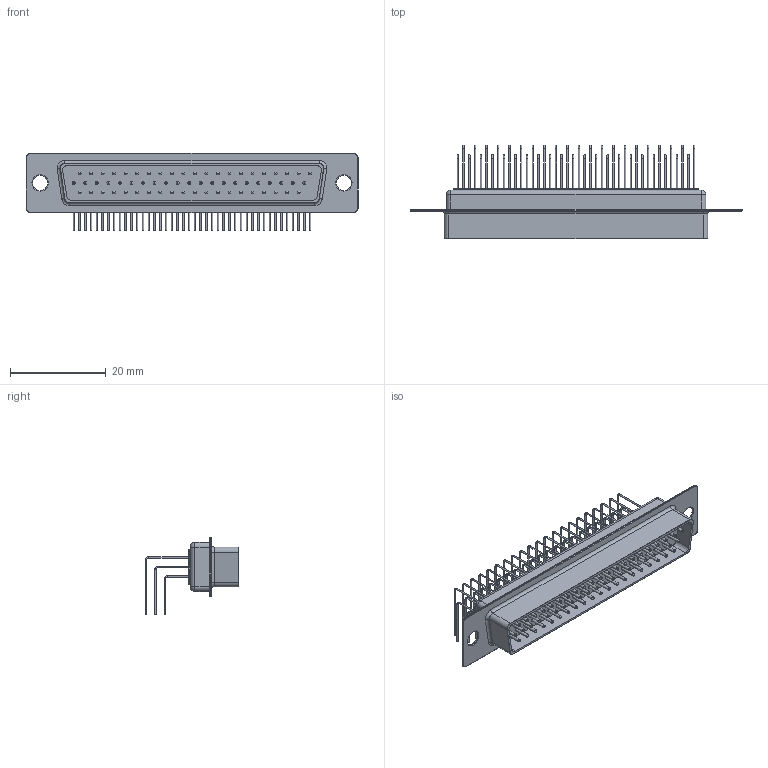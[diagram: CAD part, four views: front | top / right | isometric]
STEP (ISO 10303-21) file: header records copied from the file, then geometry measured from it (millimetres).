
FILE_DESCRIPTION(/* description */ ('model of DSUB-62-HD_Male_Horizontal_P2.41x1.98mm_EdgePinOffset9.40mm'),/* implementation_level */ '2;1');
FILE_NAME(/* name */ 'DSUB-62-HD_Male_Horizontal_P2.41x1.98mm_EdgePinOffset9.40mm.step',/* time_stamp */ '2019-01-05T14:12:09',/* author */ ('kicad StepUp','ksu'),/* organization */ ('FreeCAD'),/* preprocessor_version */ 'OCC',/* originating_system */ 'kicad StepUp',/* authorisation */ '');
FILE_SCHEMA(('AUTOMOTIVE_DESIGN { 1 0 10303 214 1 1 1 1 }'));
Length unit declared in the file: millimetre
Products named in the file (1): DSUB_102_male
Bounding box: 69.4 x 19.61 x 16.27 mm (x, y, z)
Volume: 3915.9 mm3; surface area: 6186.5 mm2
Topology: 1 solids, 2 shells, 719 faces, 1466 edges, 876 vertices
Faces by surface type: cylinder 348, plane 157, revolution 128, torus 78, cone 4, sphere 4
Full cylindrical faces by diameter (mm): 0.3 x186, 0.6 x124, 3.2 x2
Entity records: 25877 total; most frequent: CARTESIAN_POINT 4357, DIRECTION 3804, ORIENTED_EDGE 2924, AXIS2_PLACEMENT_3D 1626, EDGE_CURVE 1462, FACE_BOUND 1098, EDGE_LOOP 1098, CIRCLE 1034
